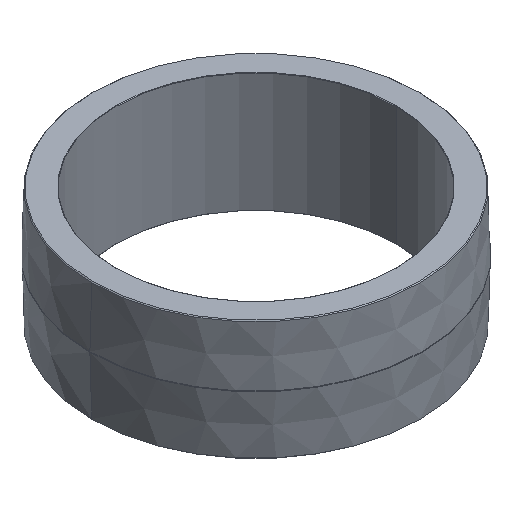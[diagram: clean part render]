
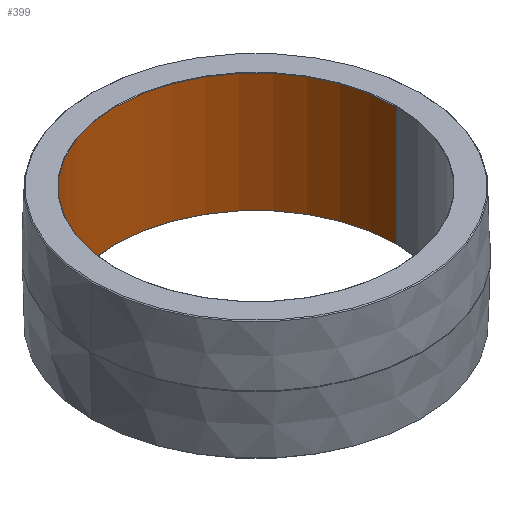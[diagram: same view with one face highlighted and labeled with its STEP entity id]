
A CAD part, isometric view. The second image highlights one B-rep face of the part: STEP entity #399.
In plain terms, the highlighted cylindrical face has radius 115.087 mm (diameter 230.175 mm), a partial arc.
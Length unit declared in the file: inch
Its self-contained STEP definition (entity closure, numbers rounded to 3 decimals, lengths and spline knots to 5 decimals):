
#7 = ORIENTED_EDGE ( 'NONE', *, *, #281, .T. ) ;
#21 = CARTESIAN_POINT ( 'NONE',  ( 0., 0., 3.875 ) ) ;
#26 = AXIS2_PLACEMENT_3D ( 'NONE', #458, #75, #122 ) ;
#29 = VERTEX_POINT ( 'NONE', #503 ) ;
#37 = ORIENTED_EDGE ( 'NONE', *, *, #172, .F. ) ;
#38 = CARTESIAN_POINT ( 'NONE',  ( 4.531, 0., 3.875 ) ) ;
#45 = CARTESIAN_POINT ( 'NONE',  ( 4.531, 0., 0.0125 ) ) ;
#58 = CARTESIAN_POINT ( 'NONE',  ( -4.531, 0., 3.875 ) ) ;
#68 = DIRECTION ( 'NONE',  ( 0., 0., -1. ) ) ;
#75 = DIRECTION ( 'NONE',  ( 0., 0., 1. ) ) ;
#122 = DIRECTION ( 'NONE',  ( 1., 0., 0. ) ) ;
#132 = VERTEX_POINT ( 'NONE', #514 ) ;
#153 = CARTESIAN_POINT ( 'NONE',  ( -4.531, 0., 0.0125 ) ) ;
#172 = EDGE_CURVE ( 'NONE', #132, #538, #431, .T. ) ;
#202 = DIRECTION ( 'NONE',  ( -1., 0., 0. ) ) ;
#216 = DIRECTION ( 'NONE',  ( 0., 0., -1. ) ) ;
#229 = DIRECTION ( 'NONE',  ( 0., 0., -1. ) ) ;
#230 = VERTEX_POINT ( 'NONE', #153 ) ;
#233 = ORIENTED_EDGE ( 'NONE', *, *, #321, .T. ) ;
#240 = CARTESIAN_POINT ( 'NONE',  ( 0., 0., 0.0125 ) ) ;
#241 = ORIENTED_EDGE ( 'NONE', *, *, #361, .T. ) ;
#250 = CYLINDRICAL_SURFACE ( 'NONE', #343, 4.531 ) ;
#277 = LINE ( 'NONE', #58, #317 ) ;
#281 = EDGE_CURVE ( 'NONE', #29, #230, #277, .T. ) ;
#290 = VECTOR ( 'NONE', #216, 39.37008 ) ;
#317 = VECTOR ( 'NONE', #229, 39.37008 ) ;
#321 = EDGE_CURVE ( 'NONE', #230, #538, #353, .T. ) ;
#327 = FACE_OUTER_BOUND ( 'NONE', #454, .T. ) ;
#343 = AXIS2_PLACEMENT_3D ( 'NONE', #21, #375, #202 ) ;
#353 = CIRCLE ( 'NONE', #424, 4.531 ) ;
#361 = EDGE_CURVE ( 'NONE', #132, #29, #534, .T. ) ;
#375 = DIRECTION ( 'NONE',  ( 0., 0., -1. ) ) ;
#399 = ADVANCED_FACE ( 'NONE', ( #327 ), #250, .F. ) ;
#419 = DIRECTION ( 'NONE',  ( 1., 0., 0. ) ) ;
#424 = AXIS2_PLACEMENT_3D ( 'NONE', #240, #68, #419 ) ;
#431 = LINE ( 'NONE', #38, #290 ) ;
#454 = EDGE_LOOP ( 'NONE', ( #37, #241, #7, #233 ) ) ;
#458 = CARTESIAN_POINT ( 'NONE',  ( 0., 0., 3.8625 ) ) ;
#503 = CARTESIAN_POINT ( 'NONE',  ( -4.531, 0., 3.8625 ) ) ;
#514 = CARTESIAN_POINT ( 'NONE',  ( 4.531, 0., 3.8625 ) ) ;
#534 = CIRCLE ( 'NONE', #26, 4.531 ) ;
#538 = VERTEX_POINT ( 'NONE', #45 ) ;
